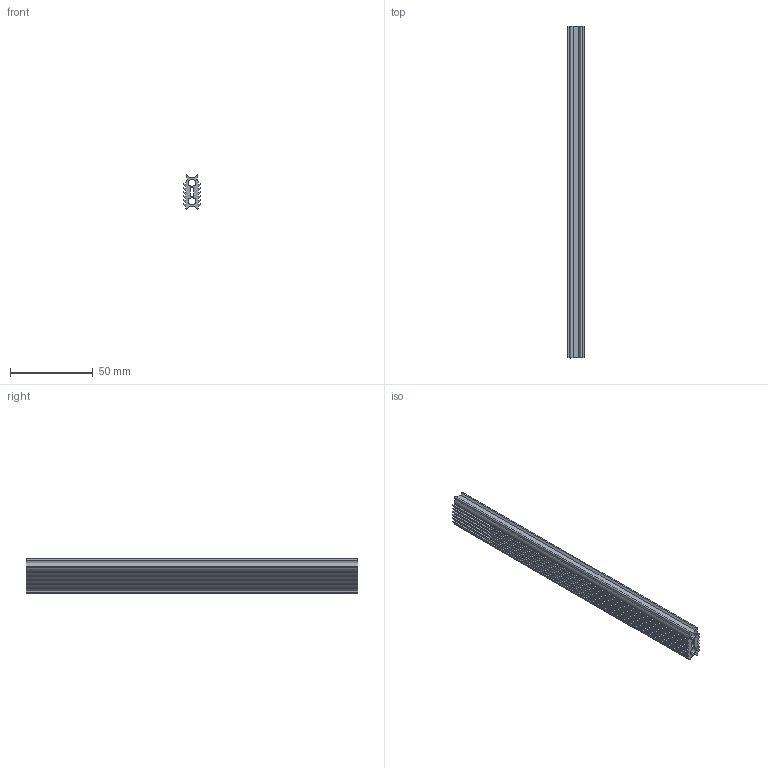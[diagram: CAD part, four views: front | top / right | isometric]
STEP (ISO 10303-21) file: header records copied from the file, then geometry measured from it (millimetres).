
FILE_DESCRIPTION((''),'2;1');
FILE_NAME('','2005-07-15T09:56:15',(''),(''),'','CADfix','');
FILE_SCHEMA(('AUTOMOTIVE_DESIGN'));
Length unit declared in the file: millimetre
Products named in the file (1): gasket
Bounding box: 10.49 x 200 x 20.5 mm (x, y, z)
Volume: 23006.1 mm3; surface area: 25248 mm2
Topology: 1 solids, 1 shells, 76 faces, 222 edges, 148 vertices
Faces by surface type: bspline 76
Entity records: 2476 total; most frequent: CARTESIAN_POINT 1177, ORIENTED_EDGE 444, EDGE_CURVE 222, QUASI_UNIFORM_CURVE 172, VERTEX_POINT 148, EDGE_LOOP 82, FACE_OUTER_BOUND 76, ADVANCED_FACE 76
